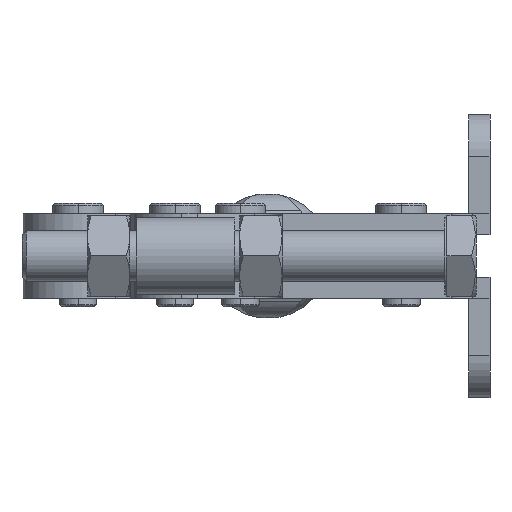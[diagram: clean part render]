
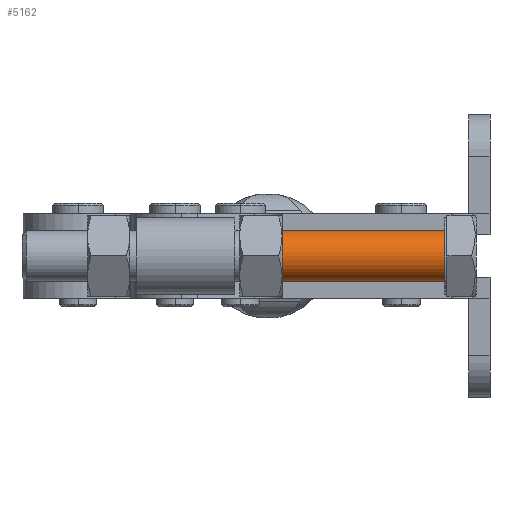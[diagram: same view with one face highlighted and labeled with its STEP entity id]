
A CAD part, left-side view. The second image highlights one B-rep face of the part: STEP entity #5162.
In plain terms, the highlighted cylindrical face has radius 6 mm (diameter 12 mm), a partial arc.
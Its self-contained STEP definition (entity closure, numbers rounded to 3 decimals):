
#47 = CARTESIAN_POINT ( 'NONE',  ( -122.618, 10.5, 0. ) ) ;
#329 = FACE_OUTER_BOUND ( 'NONE', #4801, .T. ) ;
#758 = EDGE_CURVE ( 'NONE', #3097, #1399, #10260, .T. ) ;
#818 = LINE ( 'NONE', #4390, #7589 ) ;
#900 = VERTEX_POINT ( 'NONE', #1305 ) ;
#1221 = CIRCLE ( 'NONE', #1294, 6. ) ;
#1294 = AXIS2_PLACEMENT_3D ( 'NONE', #7510, #2409, #8391 ) ;
#1296 = EDGE_CURVE ( 'NONE', #8758, #1399, #9561, .T. ) ;
#1305 = CARTESIAN_POINT ( 'NONE',  ( -122.618, 49., -6. ) ) ;
#1399 = VERTEX_POINT ( 'NONE', #7481 ) ;
#1657 = ORIENTED_EDGE ( 'NONE', *, *, #3781, .T. ) ;
#2029 = CYLINDRICAL_SURFACE ( 'NONE', #8976, 6. ) ;
#2409 = DIRECTION ( 'NONE',  ( 0., 1., 0. ) ) ;
#3097 = VERTEX_POINT ( 'NONE', #6737 ) ;
#3355 = ORIENTED_EDGE ( 'NONE', *, *, #5200, .F. ) ;
#3661 = VECTOR ( 'NONE', #9408, 1000. ) ;
#3781 = EDGE_CURVE ( 'NONE', #900, #8758, #818, .T. ) ;
#4390 = CARTESIAN_POINT ( 'NONE',  ( -122.618, 110.5, -6. ) ) ;
#4801 = EDGE_LOOP ( 'NONE', ( #3355, #1657, #6189, #5333 ) ) ;
#5162 = ADVANCED_FACE ( 'NONE', ( #329 ), #2029, .T. ) ;
#5200 = EDGE_CURVE ( 'NONE', #900, #3097, #1221, .T. ) ;
#5333 = ORIENTED_EDGE ( 'NONE', *, *, #758, .F. ) ;
#5869 = AXIS2_PLACEMENT_3D ( 'NONE', #47, #5931, #6795 ) ;
#5931 = DIRECTION ( 'NONE',  ( 0., 1., 0. ) ) ;
#5966 = CARTESIAN_POINT ( 'NONE',  ( -122.618, 10.5, -6. ) ) ;
#6189 = ORIENTED_EDGE ( 'NONE', *, *, #1296, .T. ) ;
#6507 = CARTESIAN_POINT ( 'NONE',  ( -122.618, 110.5, 0. ) ) ;
#6546 = DIRECTION ( 'NONE',  ( 0., -1., 0. ) ) ;
#6737 = CARTESIAN_POINT ( 'NONE',  ( -122.618, 49., 6. ) ) ;
#6795 = DIRECTION ( 'NONE',  ( 0., 0., -1. ) ) ;
#7481 = CARTESIAN_POINT ( 'NONE',  ( -122.618, 10.5, 6. ) ) ;
#7510 = CARTESIAN_POINT ( 'NONE',  ( -122.618, 49., 0. ) ) ;
#7589 = VECTOR ( 'NONE', #10425, 1000. ) ;
#8391 = DIRECTION ( 'NONE',  ( 0., 0., 1. ) ) ;
#8758 = VERTEX_POINT ( 'NONE', #5966 ) ;
#8976 = AXIS2_PLACEMENT_3D ( 'NONE', #6507, #6546, #10871 ) ;
#9277 = CARTESIAN_POINT ( 'NONE',  ( -122.618, 110.5, 6. ) ) ;
#9408 = DIRECTION ( 'NONE',  ( 0., -1., 0. ) ) ;
#9561 = CIRCLE ( 'NONE', #5869, 6. ) ;
#10260 = LINE ( 'NONE', #9277, #3661 ) ;
#10425 = DIRECTION ( 'NONE',  ( 0., -1., 0. ) ) ;
#10871 = DIRECTION ( 'NONE',  ( 0., 0., 1. ) ) ;
